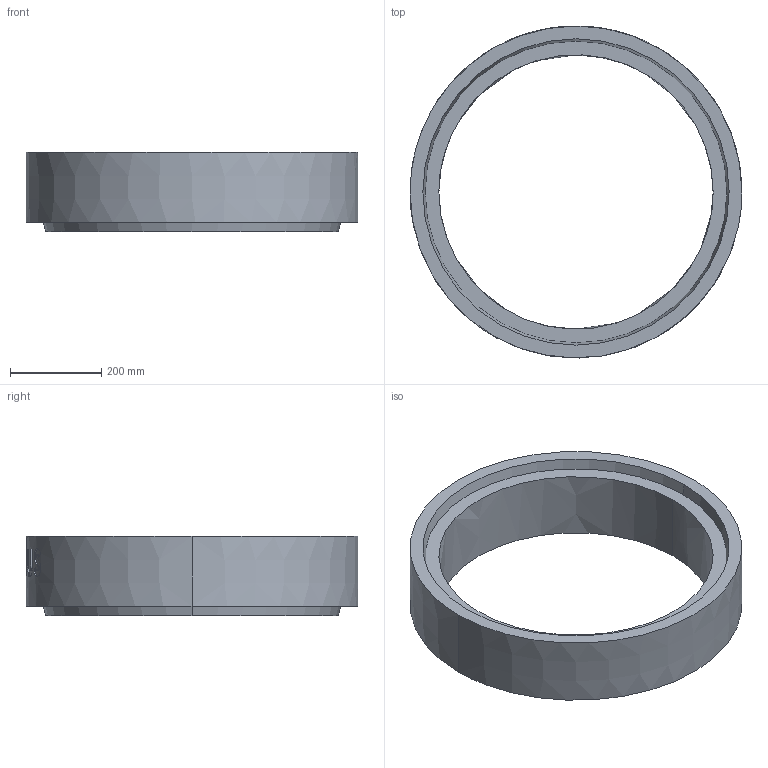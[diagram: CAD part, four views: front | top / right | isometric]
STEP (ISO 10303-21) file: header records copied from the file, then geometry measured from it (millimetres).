
FILE_DESCRIPTION (( 'STEP AP203' ), '1' );
FILE_NAME ('Rudus 2006015 UL-kaivonrengas 600x150.step', '2020-03-10T21:25:38', ( '' ), ( '' ), 'SwSTEP 2.0', 'SolidWorks 2019', '' );
FILE_SCHEMA (( 'CONFIG_CONTROL_DESIGN' ));
Length unit declared in the file: millimetre
Products named in the file (2): Rudus 2006015 UL-kaivonrengas 600x150; EK-osa-kaivorunko_UL-kaivonrengas
Assembly tree (1 placements, depth 2):
  Rudus 2006015 UL-kaivonrengas 600x150
    EK-osa-kaivorunko_UL-kaivonrengas
Bounding box: 726 x 726 x 173 mm (x, y, z)
Volume: 19442935.7 mm3; surface area: 969137.6 mm2
Topology: 1 solids, 1 shells, 89 faces, 234 edges, 156 vertices
Faces by surface type: bspline 77, plane 8, cone 4
Entity records: 21681 total; most frequent: CARTESIAN_POINT 19937, ORIENTED_EDGE 468, EDGE_CURVE 234, B_SPLINE_CURVE_WITH_KNOTS 220, VERTEX_POINT 156, EDGE_LOOP 100, FACE_OUTER_BOUND 89, ADVANCED_FACE 89
